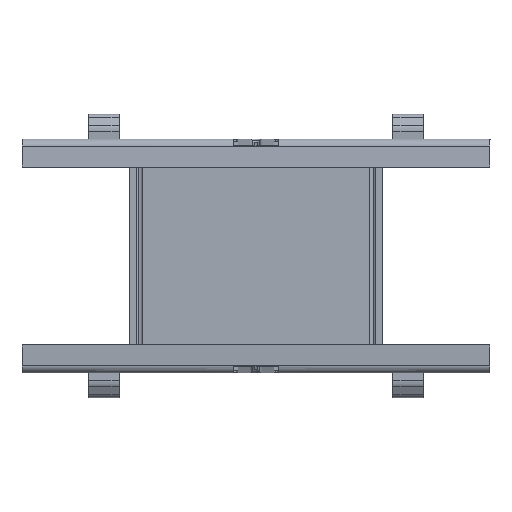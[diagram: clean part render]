
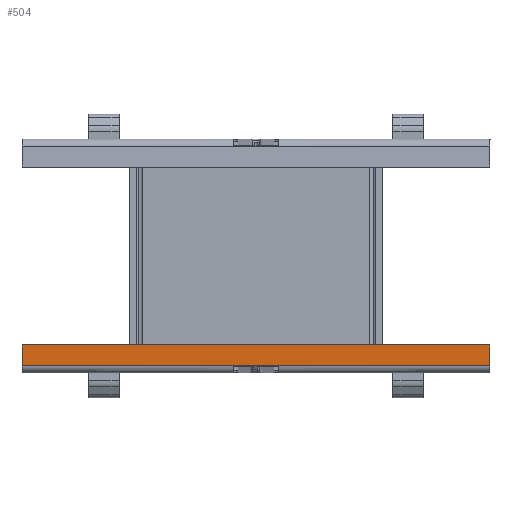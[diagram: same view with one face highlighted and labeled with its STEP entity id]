
A CAD part, front view. The second image highlights one B-rep face of the part: STEP entity #504.
In plain terms, the highlighted face is planar.
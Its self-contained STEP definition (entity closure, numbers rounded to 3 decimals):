
#504 = ADVANCED_FACE ( 'NONE', ( #8346 ), #11304, .T. ) ;
#517 = CARTESIAN_POINT ( 'NONE',  ( 12., -0.629, 100. ) ) ;
#538 = CARTESIAN_POINT ( 'NONE',  ( 12., -0.629, 100. ) ) ;
#567 = DIRECTION ( 'NONE',  ( 0., 0., -1. ) ) ;
#721 = CARTESIAN_POINT ( 'NONE',  ( 12., -0.629, 100. ) ) ;
#2550 = DIRECTION ( 'NONE',  ( -0.999, 0.052, 0. ) ) ;
#2790 = CARTESIAN_POINT ( 'NONE',  ( 12., -0.629, -100. ) ) ;
#3039 = VERTEX_POINT ( 'NONE', #4715 ) ;
#3278 = AXIS2_PLACEMENT_3D ( 'NONE', #538, #4879, #12400 ) ;
#3357 = LINE ( 'NONE', #8352, #9061 ) ;
#3517 = CARTESIAN_POINT ( 'NONE',  ( 12., -0.629, -100. ) ) ;
#3546 = EDGE_CURVE ( 'NONE', #13277, #12010, #13144, .T. ) ;
#4310 = VECTOR ( 'NONE', #2550, 1000. ) ;
#4357 = EDGE_CURVE ( 'NONE', #13796, #13277, #7654, .T. ) ;
#4557 = DIRECTION ( 'NONE',  ( -0.999, 0.052, 0. ) ) ;
#4715 = CARTESIAN_POINT ( 'NONE',  ( 3.08, -0.161, 100. ) ) ;
#4722 = CARTESIAN_POINT ( 'NONE',  ( 12., -0.629, 100. ) ) ;
#4798 = VECTOR ( 'NONE', #567, 1000. ) ;
#4879 = DIRECTION ( 'NONE',  ( -0.052, -0.999, 0. ) ) ;
#6223 = ORIENTED_EDGE ( 'NONE', *, *, #3546, .F. ) ;
#6463 = EDGE_LOOP ( 'NONE', ( #6223, #13216, #6646, #7400 ) ) ;
#6495 = CARTESIAN_POINT ( 'NONE',  ( 3.08, -0.161, -100. ) ) ;
#6646 = ORIENTED_EDGE ( 'NONE', *, *, #11234, .T. ) ;
#7071 = VECTOR ( 'NONE', #4557, 1000. ) ;
#7400 = ORIENTED_EDGE ( 'NONE', *, *, #8969, .T. ) ;
#7506 = LINE ( 'NONE', #4722, #4310 ) ;
#7654 = LINE ( 'NONE', #517, #4798 ) ;
#8346 = FACE_OUTER_BOUND ( 'NONE', #6463, .T. ) ;
#8352 = CARTESIAN_POINT ( 'NONE',  ( 3.08, -0.161, 100. ) ) ;
#8969 = EDGE_CURVE ( 'NONE', #3039, #12010, #3357, .T. ) ;
#9061 = VECTOR ( 'NONE', #13738, 1000. ) ;
#11234 = EDGE_CURVE ( 'NONE', #13796, #3039, #7506, .T. ) ;
#11304 = PLANE ( 'NONE',  #3278 ) ;
#12010 = VERTEX_POINT ( 'NONE', #6495 ) ;
#12400 = DIRECTION ( 'NONE',  ( 0.999, -0.052, 0. ) ) ;
#13144 = LINE ( 'NONE', #3517, #7071 ) ;
#13216 = ORIENTED_EDGE ( 'NONE', *, *, #4357, .F. ) ;
#13277 = VERTEX_POINT ( 'NONE', #2790 ) ;
#13738 = DIRECTION ( 'NONE',  ( 0., 0., -1. ) ) ;
#13796 = VERTEX_POINT ( 'NONE', #721 ) ;
